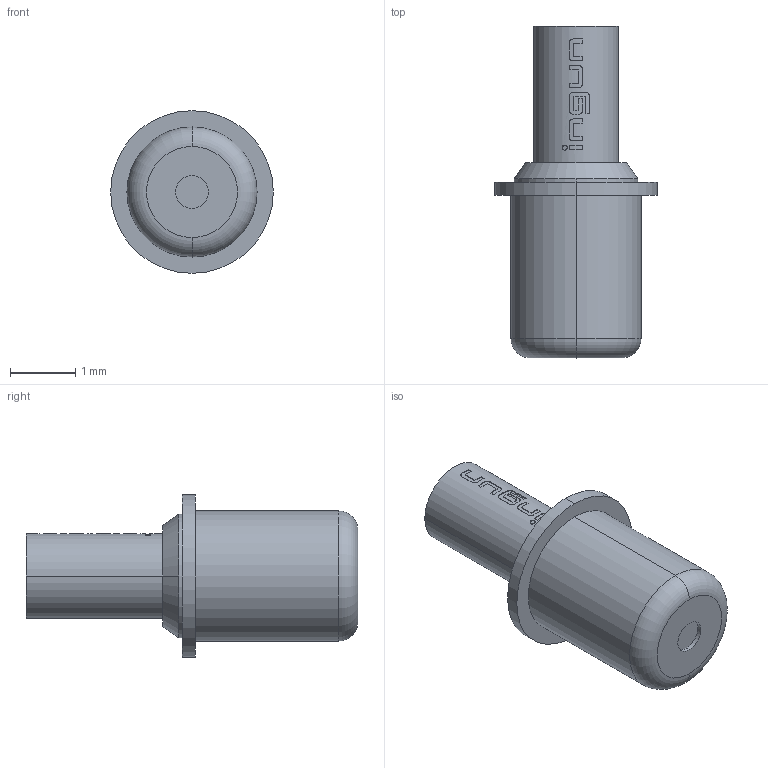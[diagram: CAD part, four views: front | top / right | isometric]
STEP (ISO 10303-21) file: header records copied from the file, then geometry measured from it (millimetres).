
FILE_DESCRIPTION (( 'STEP AP203' ), '1' );
FILE_NAME ('INGUN_GKS-967_302_130_A_xx01.STEP', '2021-09-14T08:25:54', ( 'ochi' ), ( '' ), 'SwSTEP 2.0', 'SolidWorks 2018', '' );
FILE_SCHEMA (( 'CONFIG_CONTROL_DESIGN' ));
Length unit declared in the file: millimetre
Products named in the file (1): INGUN_GKS-967_302_130_A_xx01
Bounding box: 2.5 x 5.1 x 2.5 mm (x, y, z)
Volume: 12.2 mm3; surface area: 36 mm2
Topology: 1 solids, 1 shells, 88 faces, 226 edges, 150 vertices
Faces by surface type: plane 46, bspline 22, cylinder 16, cone 2, torus 2
Entity records: 2921 total; most frequent: CARTESIAN_POINT 865, ORIENTED_EDGE 452, DIRECTION 342, EDGE_CURVE 226, VERTEX_POINT 150, AXIS2_PLACEMENT_3D 135, EDGE_LOOP 98, FACE_OUTER_BOUND 88
